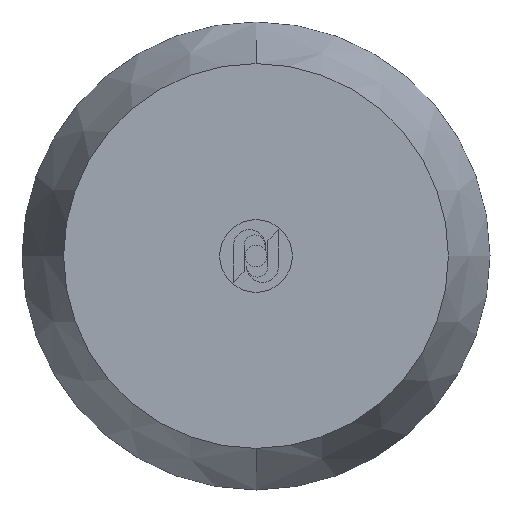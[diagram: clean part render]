
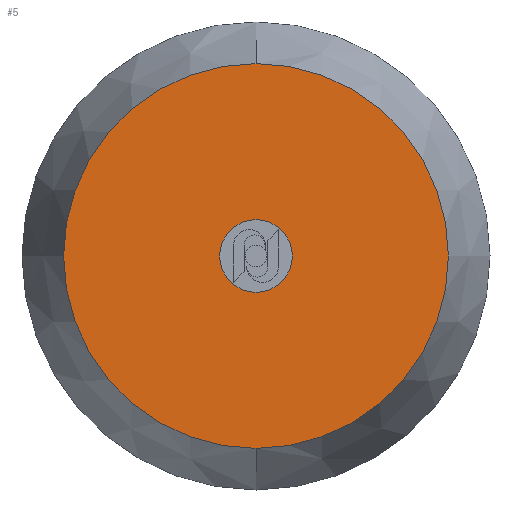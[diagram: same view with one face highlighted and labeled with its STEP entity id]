
A CAD part, front view. The second image highlights one B-rep face of the part: STEP entity #5.
In plain terms, the highlighted planar face has unit normal (0, -1, 0).
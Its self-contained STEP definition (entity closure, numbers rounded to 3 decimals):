
#5 = ADVANCED_FACE ( 'NONE', ( #928, #821 ), #629, .T. ) ;
#106 = CIRCLE ( 'NONE', #558, 10.607 ) ;
#110 = CIRCLE ( 'NONE', #555, 2. ) ;
#144 = CIRCLE ( 'NONE', #516, 10.607 ) ;
#146 = CIRCLE ( 'NONE', #513, 2. ) ;
#176 = DIRECTION ( 'NONE',  ( 0., -1., 0. ) ) ;
#177 = CARTESIAN_POINT ( 'NONE',  ( 0., 0., 0. ) ) ;
#180 = DIRECTION ( 'NONE',  ( 0., 0., -1. ) ) ;
#181 = CARTESIAN_POINT ( 'NONE',  ( 0., 0., 0. ) ) ;
#182 = DIRECTION ( 'NONE',  ( 0., 0., 1. ) ) ;
#239 = CARTESIAN_POINT ( 'NONE',  ( 0., 0., -10.607 ) ) ;
#252 = CARTESIAN_POINT ( 'NONE',  ( 0., 0., 10.607 ) ) ;
#256 = CARTESIAN_POINT ( 'NONE',  ( 0., 0., 2. ) ) ;
#282 = CARTESIAN_POINT ( 'NONE',  ( 0., 0., -2. ) ) ;
#302 = DIRECTION ( 'NONE',  ( 0., -1., 0. ) ) ;
#351 = EDGE_CURVE ( 'NONE', #751, #791, #146, .T. ) ;
#352 = EDGE_CURVE ( 'NONE', #814, #874, #144, .T. ) ;
#420 = DIRECTION ( 'NONE',  ( 0., 0., -1. ) ) ;
#423 = EDGE_CURVE ( 'NONE', #791, #751, #110, .T. ) ;
#424 = EDGE_CURVE ( 'NONE', #874, #814, #106, .T. ) ;
#442 = DIRECTION ( 'NONE',  ( 0., 0., 1. ) ) ;
#443 = DIRECTION ( 'NONE',  ( 0., -1., 0. ) ) ;
#444 = CARTESIAN_POINT ( 'NONE',  ( 0., 0., 0. ) ) ;
#447 = DIRECTION ( 'NONE',  ( 0., 0., -1. ) ) ;
#449 = DIRECTION ( 'NONE',  ( 0., -1., 0. ) ) ;
#450 = CARTESIAN_POINT ( 'NONE',  ( 0., 0., 0. ) ) ;
#504 = CARTESIAN_POINT ( 'NONE',  ( -10.734, 0., 10.734 ) ) ;
#513 = AXIS2_PLACEMENT_3D ( 'NONE', #450, #449, #447 ) ;
#516 = AXIS2_PLACEMENT_3D ( 'NONE', #444, #443, #442 ) ;
#555 = AXIS2_PLACEMENT_3D ( 'NONE', #181, #302, #180 ) ;
#558 = AXIS2_PLACEMENT_3D ( 'NONE', #177, #176, #182 ) ;
#610 = AXIS2_PLACEMENT_3D ( 'NONE', #504, #633, #420 ) ;
#629 = PLANE ( 'NONE',  #610 ) ;
#633 = DIRECTION ( 'NONE',  ( 0., -1., 0. ) ) ;
#751 = VERTEX_POINT ( 'NONE', #282 ) ;
#757 = EDGE_LOOP ( 'NONE', ( #961, #834 ) ) ;
#791 = VERTEX_POINT ( 'NONE', #256 ) ;
#810 = EDGE_LOOP ( 'NONE', ( #948, #973 ) ) ;
#814 = VERTEX_POINT ( 'NONE', #252 ) ;
#821 = FACE_OUTER_BOUND ( 'NONE', #757, .T. ) ;
#834 = ORIENTED_EDGE ( 'NONE', *, *, #424, .T. ) ;
#874 = VERTEX_POINT ( 'NONE', #239 ) ;
#928 = FACE_BOUND ( 'NONE', #810, .T. ) ;
#948 = ORIENTED_EDGE ( 'NONE', *, *, #351, .F. ) ;
#961 = ORIENTED_EDGE ( 'NONE', *, *, #352, .T. ) ;
#973 = ORIENTED_EDGE ( 'NONE', *, *, #423, .F. ) ;
